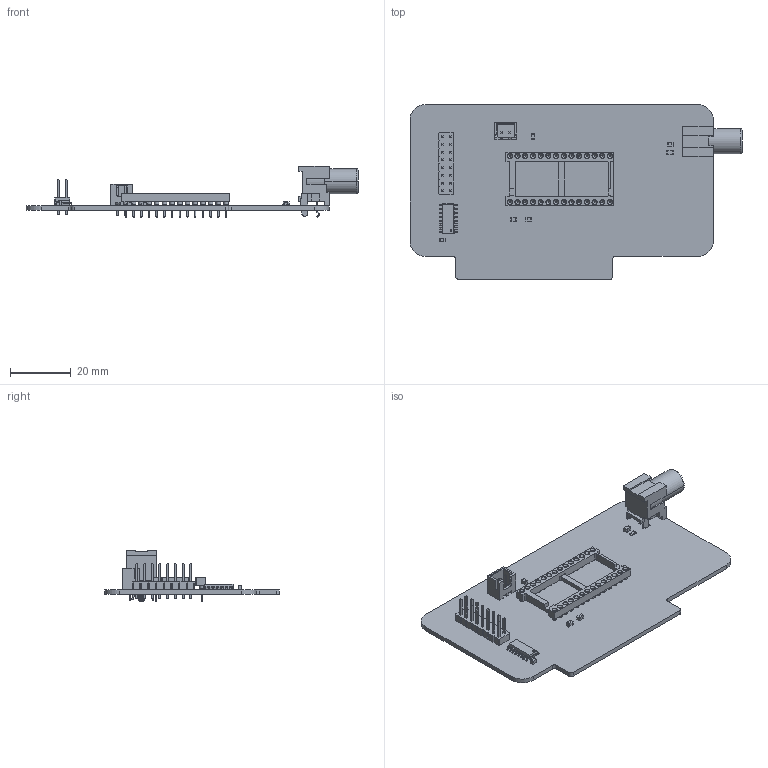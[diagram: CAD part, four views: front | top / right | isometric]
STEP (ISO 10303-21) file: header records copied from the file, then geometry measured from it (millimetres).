
FILE_DESCRIPTION(('KiCad electronic assembly'),'2;1');
FILE_NAME('Sound Card.step','2026-01-13T12:06:35',('Pcbnew'),('Kicad'), 'Open CASCADE STEP processor 7.8','KiCad to STEP converter','Unknown' );
FILE_SCHEMA(('AUTOMOTIVE_DESIGN { 1 0 10303 214 1 1 1 1 }'));
Length unit declared in the file: millimetre
Products named in the file (10): Sound Card 1; PinHeader_2x08_P2.54mm_Vertical; C_0805_2012Metric; SOIC-16_3.9x9.9mm_P1.27mm; PJRAN1X1U02X; PJRAN1X1U04X-edit; R_0805_2012Metric; JST_XH_B2B-XH-A_1x02_P2.50mm_Vertical; DIP-28_W15.24mm_Socket; Sound Card_PCB
Assembly tree (13 placements, depth 3):
  Sound Card 1
    PinHeader_2x08_P2.54mm_Vertical
    C_0805_2012Metric  x5
    SOIC-16_3.9x9.9mm_P1.27mm
    PJRAN1X1U02X
      PJRAN1X1U04X-edit
    R_0805_2012Metric
    JST_XH_B2B-XH-A_1x02_P2.50mm_Vertical
    DIP-28_W15.24mm_Socket
    Sound Card_PCB
Bounding box: 109.43 x 57.62 x 17.02 mm (x, y, z)
Volume: 10695.5 mm3; surface area: 16003.2 mm2
Topology: 17 solids, 17 shells, 1432 faces, 3344 edges, 2132 vertices
Faces by surface type: plane 982, cylinder 346, cone 86, bspline 16, torus 2
Full cylindrical faces by diameter (mm): 0.508 x56, 0.8 x28, 1 x18, 1.524 x28, 1.724 x28
Entity records: 45812 total; most frequent: CARTESIAN_POINT 6414, DIRECTION 6381, ORIENTED_EDGE 6112, EDGE_CURVE 3056, LINE 2311, VECTOR 2311, AXIS2_PLACEMENT_3D 2035, VERTEX_POINT 1940
